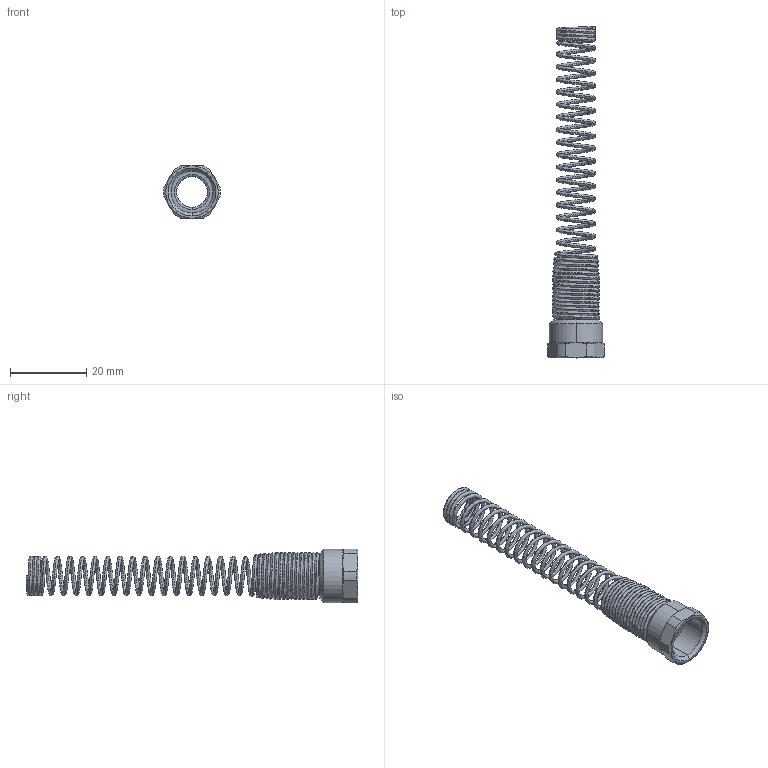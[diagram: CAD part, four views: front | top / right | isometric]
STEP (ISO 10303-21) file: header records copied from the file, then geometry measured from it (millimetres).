
FILE_DESCRIPTION (( 'STEP AP203' ), '1' );
FILE_NAME ('02220040.STEP', '2016-01-08T14:34:15', ( '' ), ( '' ), 'SwSTEP 2.0', 'SolidWorks 2015', '' );
FILE_SCHEMA (( 'CONFIG_CONTROL_DESIGN' ));
Length unit declared in the file: millimetre
Products named in the file (1): 02220040
Bounding box: 14.98 x 87.3 x 14 mm (x, y, z)
Volume: 1993.5 mm3; surface area: 5190.8 mm2
Topology: 2 solids, 2 shells, 46 faces, 102 edges, 62 vertices
Faces by surface type: cone 16, cylinder 14, plane 12, torus 2, bspline 2
Entity records: 14677 total; most frequent: CARTESIAN_POINT 13599, DIRECTION 212, ORIENTED_EDGE 204, EDGE_CURVE 102, AXIS2_PLACEMENT_3D 91, VERTEX_POINT 62, EDGE_LOOP 50, CIRCLE 46
